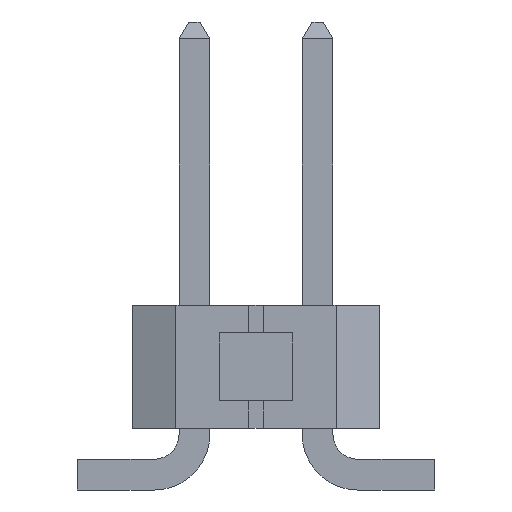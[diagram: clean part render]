
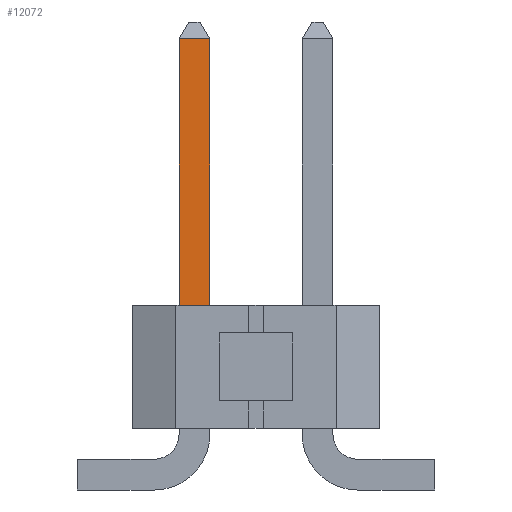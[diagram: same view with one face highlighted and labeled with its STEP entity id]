
A CAD part, left-side view. The second image highlights one B-rep face of the part: STEP entity #12072.
In plain terms, the highlighted planar face has unit normal (-1, 0, 0).
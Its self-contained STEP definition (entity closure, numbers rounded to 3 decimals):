
#1088 = DIRECTION ( 'NONE',  ( 0., 0., 1. ) ) ;
#1622 = ORIENTED_EDGE ( 'NONE', *, *, #18946, .T. ) ;
#2806 = DIRECTION ( 'NONE',  ( 0., 0., -1. ) ) ;
#3522 = EDGE_CURVE ( 'NONE', #16327, #9006, #15810, .T. ) ;
#3816 = EDGE_CURVE ( 'NONE', #9006, #9732, #7043, .T. ) ;
#4759 = VECTOR ( 'NONE', #1088, 1000. ) ;
#5061 = CARTESIAN_POINT ( 'NONE',  ( -6.667, 0.953, 3.81 ) ) ;
#5193 = DIRECTION ( 'NONE',  ( 0., 1., 0. ) ) ;
#5198 = VECTOR ( 'NONE', #7488, 1000. ) ;
#5575 = CARTESIAN_POINT ( 'NONE',  ( -6.667, 2.098, 1.145 ) ) ;
#6856 = ORIENTED_EDGE ( 'NONE', *, *, #3816, .F. ) ;
#6887 = DIRECTION ( 'NONE',  ( 0., 0., -1. ) ) ;
#7043 = LINE ( 'NONE', #9778, #4759 ) ;
#7438 = EDGE_LOOP ( 'NONE', ( #11159, #1622, #6856, #7658 ) ) ;
#7488 = DIRECTION ( 'NONE',  ( 0., 1., 0. ) ) ;
#7658 = ORIENTED_EDGE ( 'NONE', *, *, #3522, .F. ) ;
#8926 = FACE_OUTER_BOUND ( 'NONE', #7438, .T. ) ;
#9006 = VERTEX_POINT ( 'NONE', #13113 ) ;
#9616 = EDGE_CURVE ( 'NONE', #10981, #16327, #14469, .T. ) ;
#9619 = VECTOR ( 'NONE', #2806, 1000. ) ;
#9732 = VERTEX_POINT ( 'NONE', #17617 ) ;
#9778 = CARTESIAN_POINT ( 'NONE',  ( -6.667, 1.588, 9.65 ) ) ;
#10067 = VECTOR ( 'NONE', #5193, 1000. ) ;
#10155 = CARTESIAN_POINT ( 'NONE',  ( -6.667, 0.953, 1.145 ) ) ;
#10981 = VERTEX_POINT ( 'NONE', #11206 ) ;
#11159 = ORIENTED_EDGE ( 'NONE', *, *, #9616, .F. ) ;
#11206 = CARTESIAN_POINT ( 'NONE',  ( -6.667, 0.953, 9.304 ) ) ;
#12072 = ADVANCED_FACE ( 'NONE', ( #8926 ), #15311, .F. ) ;
#12716 = DIRECTION ( 'NONE',  ( 1., 0., 0. ) ) ;
#13113 = CARTESIAN_POINT ( 'NONE',  ( -6.667, 1.588, 3.81 ) ) ;
#14469 = LINE ( 'NONE', #10155, #9619 ) ;
#15311 = PLANE ( 'NONE',  #17332 ) ;
#15810 = LINE ( 'NONE', #18555, #10067 ) ;
#16298 = CARTESIAN_POINT ( 'NONE',  ( -6.667, 2.098, 9.304 ) ) ;
#16327 = VERTEX_POINT ( 'NONE', #5061 ) ;
#17332 = AXIS2_PLACEMENT_3D ( 'NONE', #5575, #12716, #6887 ) ;
#17617 = CARTESIAN_POINT ( 'NONE',  ( -6.667, 1.588, 9.304 ) ) ;
#18555 = CARTESIAN_POINT ( 'NONE',  ( -6.667, 0., 3.81 ) ) ;
#18790 = LINE ( 'NONE', #16298, #5198 ) ;
#18946 = EDGE_CURVE ( 'NONE', #10981, #9732, #18790, .T. ) ;
